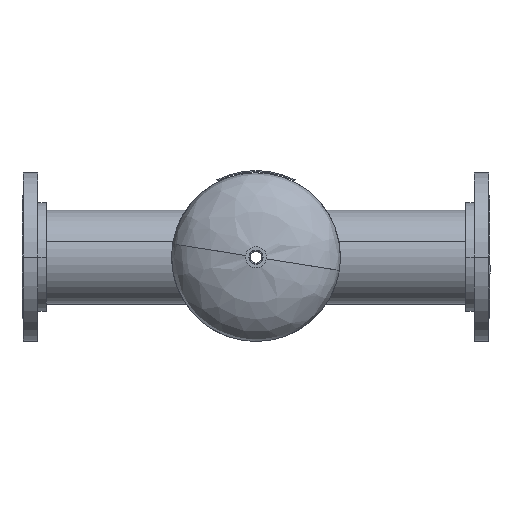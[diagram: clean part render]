
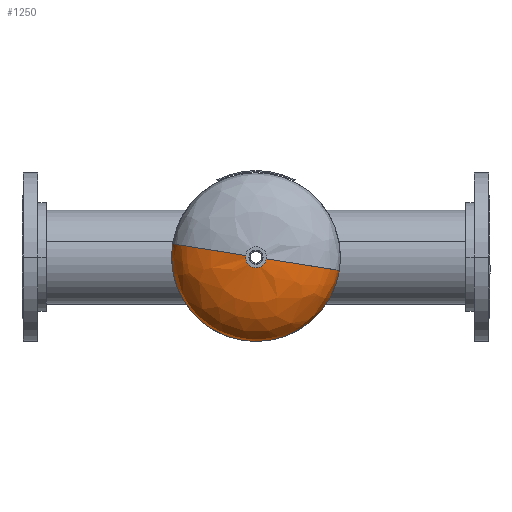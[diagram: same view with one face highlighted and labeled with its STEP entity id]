
A CAD part, front view. The second image highlights one B-rep face of the part: STEP entity #1250.
In plain terms, the highlighted free-form (B-spline) face has degree [3, 3] with [4, 4] control points.
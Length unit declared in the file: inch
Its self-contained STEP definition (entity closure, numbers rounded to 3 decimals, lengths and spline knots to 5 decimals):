
#100 = ORIENTED_EDGE ( 'NONE', *, *, #4246, .T. ) ;
#165 = CARTESIAN_POINT ( 'NONE',  ( -0.46875, 3.05078, 0. ) ) ;
#242 = CARTESIAN_POINT ( 'NONE',  ( -5., 0.515, 0. ) ) ;
#309 = EDGE_CURVE ( 'NONE', #1946, #4073, #3427, .T. ) ;
#403 = CARTESIAN_POINT ( 'NONE',  ( -3.17216, 2.92111, 0. ) ) ;
#453 = AXIS2_PLACEMENT_3D ( 'NONE', #5264, #6239, #1717 ) ;
#481 = EDGE_LOOP ( 'NONE', ( #2638, #4588, #100, #6491, #2080, #2092 ) ) ;
#486 = CARTESIAN_POINT ( 'NONE',  ( 0., 0.515, 0. ) ) ;
#842 = EDGE_CURVE ( 'NONE', #2324, #4081, #4112, .T. ) ;
#867 = CARTESIAN_POINT ( 'NONE',  ( 5., 1.89821, 0. ) ) ;
#896 = DIRECTION ( 'NONE',  ( 0., -1., 0. ) ) ;
#903 = CARTESIAN_POINT ( 'NONE',  ( -3.17216, 2.92111, -6.34432 ) ) ;
#954 = DIRECTION ( 'NONE',  ( 0., -1., 0. ) ) ;
#1250 = ADVANCED_FACE ( 'NONE', ( #3934 ), #6141, .F. ) ;
#1324 = CARTESIAN_POINT ( 'NONE',  ( 0., 0.515, -5. ) ) ;
#1357 = EDGE_CURVE ( 'NONE', #4073, #4973, #4791, .T. ) ;
#1695 = EDGE_CURVE ( 'NONE', #4973, #4081, #3389, .T. ) ;
#1717 = DIRECTION ( 'NONE',  ( 0., 0., -1. ) ) ;
#1852 = CARTESIAN_POINT ( 'NONE',  ( -5., 0.515, 0. ) ) ;
#1871 = EDGE_CURVE ( 'NONE', #1946, #3440, #3077, .T. ) ;
#1915 = CARTESIAN_POINT ( 'NONE',  ( -5., 0.515, -10. ) ) ;
#1923 = CARTESIAN_POINT ( 'NONE',  ( 0.46875, 3.05078, 0. ) ) ;
#1946 = VERTEX_POINT ( 'NONE', #6268 ) ;
#1955 = CARTESIAN_POINT ( 'NONE',  ( 3.17216, 2.92111, 0. ) ) ;
#1987 = CARTESIAN_POINT ( 'NONE',  ( 5., 1.89821, 0. ) ) ;
#2080 = ORIENTED_EDGE ( 'NONE', *, *, #1695, .F. ) ;
#2092 = ORIENTED_EDGE ( 'NONE', *, *, #1357, .F. ) ;
#2324 = VERTEX_POINT ( 'NONE', #1923 ) ;
#2375 = CARTESIAN_POINT ( 'NONE',  ( 0., 3.05078, 0. ) ) ;
#2417 = CARTESIAN_POINT ( 'NONE',  ( -5., 1.89821, 0. ) ) ;
#2452 = AXIS2_PLACEMENT_3D ( 'NONE', #2375, #896, #6501 ) ;
#2638 = ORIENTED_EDGE ( 'NONE', *, *, #309, .F. ) ;
#2900 = CARTESIAN_POINT ( 'NONE',  ( 3.17216, 2.92111, -6.34432 ) ) ;
#2969 = CARTESIAN_POINT ( 'NONE',  ( 5., 0.515, 0. ) ) ;
#3077 = CIRCLE ( 'NONE', #453, 0.46875 ) ;
#3368 = CARTESIAN_POINT ( 'NONE',  ( 0.46875, 3.05078, 0. ) ) ;
#3389 = CIRCLE ( 'NONE', #4683, 5. ) ;
#3412 = CARTESIAN_POINT ( 'NONE',  ( 0.46875, 3.05078, 0. ) ) ;
#3427 =( BOUNDED_CURVE ( )  B_SPLINE_CURVE ( 3, ( #165, #3664, #4199, #5689 ),
 .UNSPECIFIED., .F., .T. ) 
 B_SPLINE_CURVE_WITH_KNOTS ( ( 4, 4 ),
 ( 1.66468, 3.14159 ),
 .UNSPECIFIED. ) 
 CURVE ( )  GEOMETRIC_REPRESENTATION_ITEM ( )  RATIONAL_B_SPLINE_CURVE ( ( 1., 0.826, 0.826, 1. ) ) 
 REPRESENTATION_ITEM ( '' )  );
#3440 = VERTEX_POINT ( 'NONE', #3763 ) ;
#3469 = CARTESIAN_POINT ( 'NONE',  ( -0.46875, 3.05078, -0.9375 ) ) ;
#3664 = CARTESIAN_POINT ( 'NONE',  ( -3.17216, 2.92111, 0. ) ) ;
#3763 = CARTESIAN_POINT ( 'NONE',  ( -0.07374, 3.05078, -0.46291 ) ) ;
#3934 = FACE_OUTER_BOUND ( 'NONE', #481, .T. ) ;
#4073 = VERTEX_POINT ( 'NONE', #242 ) ;
#4081 = VERTEX_POINT ( 'NONE', #4750 ) ;
#4112 =( BOUNDED_CURVE ( )  B_SPLINE_CURVE ( 3, ( #3412, #1955, #1987, #5445 ),
 .UNSPECIFIED., .F., .T. ) 
 B_SPLINE_CURVE_WITH_KNOTS ( ( 4, 4 ),
 ( 1.66468, 3.14159 ),
 .UNSPECIFIED. ) 
 CURVE ( )  GEOMETRIC_REPRESENTATION_ITEM ( )  RATIONAL_B_SPLINE_CURVE ( ( 1., 0.826, 0.826, 1. ) ) 
 REPRESENTATION_ITEM ( '' )  );
#4199 = CARTESIAN_POINT ( 'NONE',  ( -5., 1.89821, 0. ) ) ;
#4246 = EDGE_CURVE ( 'NONE', #3440, #2324, #6459, .T. ) ;
#4357 = DIRECTION ( 'NONE',  ( 0., 0., -1. ) ) ;
#4407 = CARTESIAN_POINT ( 'NONE',  ( 5., 1.89821, -10. ) ) ;
#4431 = DIRECTION ( 'NONE',  ( 0., 0., -1. ) ) ;
#4445 = CARTESIAN_POINT ( 'NONE',  ( -5., 1.89821, -10. ) ) ;
#4588 = ORIENTED_EDGE ( 'NONE', *, *, #1871, .T. ) ;
#4683 = AXIS2_PLACEMENT_3D ( 'NONE', #5357, #5297, #4357 ) ;
#4750 = CARTESIAN_POINT ( 'NONE',  ( 5., 0.515, 0. ) ) ;
#4791 = CIRCLE ( 'NONE', #5627, 5. ) ;
#4942 = CARTESIAN_POINT ( 'NONE',  ( 3.17216, 2.92111, 0. ) ) ;
#4973 = VERTEX_POINT ( 'NONE', #1324 ) ;
#5264 = CARTESIAN_POINT ( 'NONE',  ( 0., 3.05078, 0. ) ) ;
#5297 = DIRECTION ( 'NONE',  ( 0., -1., 0. ) ) ;
#5357 = CARTESIAN_POINT ( 'NONE',  ( 0., 0.515, 0. ) ) ;
#5445 = CARTESIAN_POINT ( 'NONE',  ( 5., 0.515, 0. ) ) ;
#5501 = CARTESIAN_POINT ( 'NONE',  ( 0.46875, 3.05078, -0.9375 ) ) ;
#5627 = AXIS2_PLACEMENT_3D ( 'NONE', #486, #954, #4431 ) ;
#5689 = CARTESIAN_POINT ( 'NONE',  ( -5., 0.515, 0. ) ) ;
#6141 =( BOUNDED_SURFACE ( )  B_SPLINE_SURFACE ( 3, 3, ( 
 ( #6507, #3469, #5501, #3368 ),
 ( #403, #903, #2900, #4942 ),
 ( #2417, #4445, #4407, #867 ),
 ( #1852, #1915, #6446, #2969 ) ),
 .UNSPECIFIED., .F., .F., .T. ) 
 B_SPLINE_SURFACE_WITH_KNOTS ( ( 4, 4 ),
 ( 4, 4 ),
 ( 0., 1. ),
 ( 0., 1. ),
 .UNSPECIFIED. ) 
 GEOMETRIC_REPRESENTATION_ITEM ( )  RATIONAL_B_SPLINE_SURFACE ( (
 ( 1., 0.333, 0.333, 1.),
 ( 0.826, 0.275, 0.275, 0.826),
 ( 0.826, 0.275, 0.275, 0.826),
 ( 1., 0.333, 0.333, 1.) ) ) 
 REPRESENTATION_ITEM ( '' )  SURFACE ( )  );
#6239 = DIRECTION ( 'NONE',  ( 0., -1., 0. ) ) ;
#6268 = CARTESIAN_POINT ( 'NONE',  ( -0.46875, 3.05078, 0. ) ) ;
#6446 = CARTESIAN_POINT ( 'NONE',  ( 5., 0.515, -10. ) ) ;
#6459 = CIRCLE ( 'NONE', #2452, 0.46875 ) ;
#6491 = ORIENTED_EDGE ( 'NONE', *, *, #842, .T. ) ;
#6501 = DIRECTION ( 'NONE',  ( 0., 0., -1. ) ) ;
#6507 = CARTESIAN_POINT ( 'NONE',  ( -0.46875, 3.05078, 0. ) ) ;
